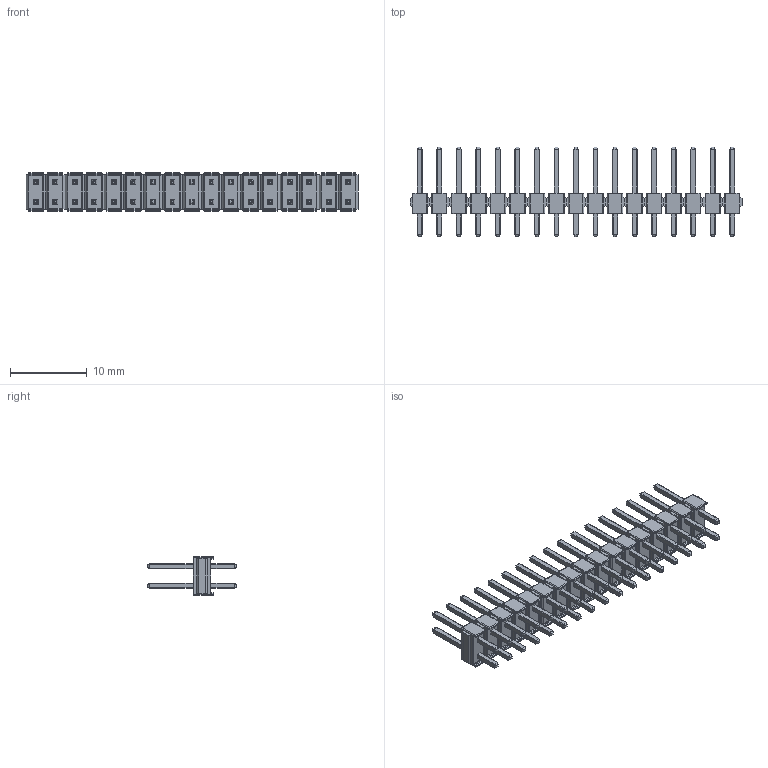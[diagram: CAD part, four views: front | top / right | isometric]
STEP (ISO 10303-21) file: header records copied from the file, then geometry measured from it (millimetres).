
FILE_DESCRIPTION (( 'STEP AP214' ), '1' );
FILE_NAME ('XG8W-3441.STEP', '2018-06-07T17:43:12', ( '' ), ( '' ), 'SwSTEP 2.0', 'SolidWorks 2014', '' );
FILE_SCHEMA (( 'AUTOMOTIVE_DESIGN' ));
Length unit declared in the file: millimetre
Products named in the file (2): XG8 Tin two Row 6mm Contact; XG8W-3441
Assembly tree (17 placements, depth 2):
  XG8W-3441
    XG8 Tin two Row 6mm Contact  x17
Bounding box: 43.18 x 11.7 x 5 mm (x, y, z)
Volume: 783.9 mm3; surface area: 2404 mm2
Topology: 102 solids, 102 shells, 3060 faces, 6936 edges, 3604 vertices
Faces by surface type: cylinder 1360, plane 1020, sphere 612, torus 68
Entity records: 5599 total; most frequent: DIRECTION 904, CARTESIAN_POINT 864, ORIENTED_EDGE 760, EDGE_CURVE 380, AXIS2_PLACEMENT_3D 348, VERTEX_POINT 212, LINE 208, VECTOR 208
